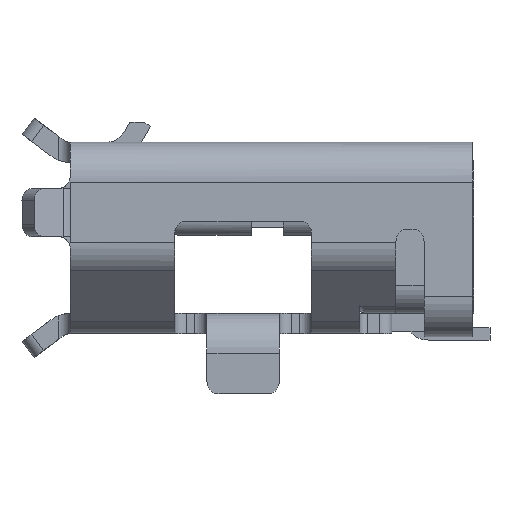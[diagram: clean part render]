
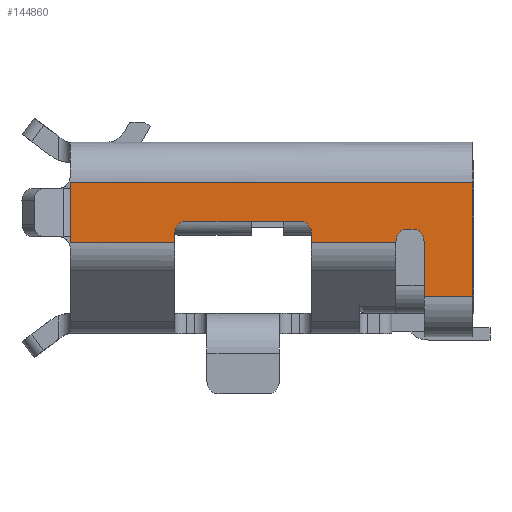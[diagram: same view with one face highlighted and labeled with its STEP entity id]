
A CAD part, left-side view. The second image highlights one B-rep face of the part: STEP entity #144860.
In plain terms, the highlighted planar face has unit normal (-1, 0, 0).
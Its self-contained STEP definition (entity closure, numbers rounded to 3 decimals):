
#140120=CARTESIAN_POINT('',(-3.7,-0.5,
-0.075));
#140130=VERTEX_POINT('',#140120);
#140160=CARTESIAN_POINT('',(-3.7,-0.5,
0.044));
#140170=DIRECTION('',(0.,0.,-1.));
#140180=VECTOR('',#140170,0.119);
#140190=LINE('',#140160,#140180);
#140200=CARTESIAN_POINT('',(-3.7,-0.5,
0.044));
#140210=VERTEX_POINT('',#140200);
#140220=EDGE_CURVE('',#140210,#140130,#140190,.T.);
#140400=CARTESIAN_POINT('',(-3.7,-0.65,
-0.075));
#140410=DIRECTION('',(1.,0.,0.));
#140420=DIRECTION('',(0.,0.,-1.));
#140430=AXIS2_PLACEMENT_3D('',#140400,#140410,#140420);
#140440=CIRCLE('',#140430,0.15);
#140450=CARTESIAN_POINT('',(-3.7,-0.65,-0.225)
);
#140460=VERTEX_POINT('',#140450);
#140470=EDGE_CURVE('',#140460,#140130,#140440,.T.);
#141370=CARTESIAN_POINT('',(-3.7,-3.5,
-0.031));
#141380=VERTEX_POINT('',#141370);
#142200=CARTESIAN_POINT('',(-3.7,-3.5,-0.63));
#142210=DIRECTION('',(0.,0.,-1.));
#142220=VECTOR('',#142210,0.075);
#142230=LINE('',#142200,#142220);
#142240=CARTESIAN_POINT('',(-3.7,-3.5,-0.63));
#142250=VERTEX_POINT('',#142240);
#142260=CARTESIAN_POINT('',(-3.7,-3.5,-0.705))
;
#142270=VERTEX_POINT('',#142260);
#142280=EDGE_CURVE('',#142250,#142270,#142230,.T.);
#142940=CARTESIAN_POINT('',(-3.7,-3.5,-0.705))
;
#142950=DIRECTION('',(0.,1.,0.));
#142960=VECTOR('',#142950,1.);
#142970=LINE('',#142940,#142960);
#143080=CARTESIAN_POINT('',(-3.7,1.5,-0.705));
#143090=VERTEX_POINT('',#143080);
#143120=EDGE_CURVE('',#142270,#143090,#142970,.T.);
#143220=CARTESIAN_POINT('',(-3.7,-3.5,-0.63));
#143230=DIRECTION('',(0.,0.,1.));
#143240=VECTOR('',#143230,0.599);
#143250=LINE('',#143220,#143240);
#143260=EDGE_CURVE('',#142250,#141380,#143250,.T.);
#143710=CARTESIAN_POINT('',(-3.7,-3.5,
0.044));
#143720=DIRECTION('',(1.,-0.,0.));
#143730=DIRECTION('',(0.,0.,-1.));
#143740=AXIS2_PLACEMENT_3D('',#143710,#143720,#143730);
#143750=PLANE('',#143740);
#143760=ORIENTED_EDGE('',*,*,#140470,.T.);
#143770=CARTESIAN_POINT('',(-3.7,-0.65,-0.225)
);
#143780=DIRECTION('',(0.,-1.,0.));
#143790=VECTOR('',#143780,1.4);
#143800=LINE('',#143770,#143790);
#143810=CARTESIAN_POINT('',(-3.7,-2.05,-0.225))
;
#143820=VERTEX_POINT('',#143810);
#143830=EDGE_CURVE('',#140460,#143820,#143800,.T.);
#143840=ORIENTED_EDGE('',*,*,#143830,.F.);
#143850=CARTESIAN_POINT('',(-3.7,-2.05,
-0.075));
#143860=DIRECTION('',(1.,0.,0.));
#143870=DIRECTION('',(0.,-1.,0.));
#143880=AXIS2_PLACEMENT_3D('',#143850,#143860,#143870);
#143890=CIRCLE('',#143880,0.15);
#143900=CARTESIAN_POINT('',(-3.7,-2.2,
-0.075));
#143910=VERTEX_POINT('',#143900);
#143920=EDGE_CURVE('',#143910,#143820,#143890,.T.);
#143930=ORIENTED_EDGE('',*,*,#143920,.T.);
#143940=CARTESIAN_POINT('',(-3.7,-2.2,
0.044));
#143950=DIRECTION('',(0.,0.,-1.));
#143960=VECTOR('',#143950,0.119);
#143970=LINE('',#143940,#143960);
#143980=CARTESIAN_POINT('',(-3.7,-2.2,
0.044));
#143990=VERTEX_POINT('',#143980);
#144000=EDGE_CURVE('',#143990,#143910,#143970,.T.);
#144010=ORIENTED_EDGE('',*,*,#144000,.T.);
#144020=CARTESIAN_POINT('',(-3.7,-3.5,
0.044));
#144030=DIRECTION('',(0.,1.,0.));
#144040=VECTOR('',#144030,1.);
#144050=LINE('',#144020,#144040);
#144060=CARTESIAN_POINT('',(-3.7,-3.5,
0.044));
#144070=VERTEX_POINT('',#144060);
#144080=EDGE_CURVE('',#144070,#143990,#144050,.T.);
#144090=ORIENTED_EDGE('',*,*,#144080,.T.);
#144100=CARTESIAN_POINT('',(-3.7,-3.5,
0.044));
#144110=DIRECTION('',(0.,0.,-1.));
#144120=VECTOR('',#144110,0.075);
#144130=LINE('',#144100,#144120);
#144140=EDGE_CURVE('',#144070,#141380,#144130,.T.);
#144150=ORIENTED_EDGE('',*,*,#144140,.F.);
#144160=ORIENTED_EDGE('',*,*,#143260,.T.);
#144170=ORIENTED_EDGE('',*,*,#142280,.F.);
#144180=ORIENTED_EDGE('',*,*,#143120,.F.);
#144190=CARTESIAN_POINT('',(-3.7,1.5,0.715));
#144200=DIRECTION('',(0.,0.,-1.));
#144210=VECTOR('',#144200,1.42);
#144220=LINE('',#144190,#144210);
#144230=CARTESIAN_POINT('',(-3.7,1.5,0.715));
#144240=VERTEX_POINT('',#144230);
#144250=EDGE_CURVE('',#144240,#143090,#144220,.T.);
#144260=ORIENTED_EDGE('',*,*,#144250,.T.);
#144270=CARTESIAN_POINT('',(-3.7,1.5,0.715));
#144280=DIRECTION('',(0.,-1.,0.));
#144290=VECTOR('',#144280,0.6);
#144300=LINE('',#144270,#144290);
#144310=CARTESIAN_POINT('',(-3.7,0.9,0.715));
#144320=VERTEX_POINT('',#144310);
#144330=EDGE_CURVE('',#144240,#144320,#144300,.T.);
#144340=ORIENTED_EDGE('',*,*,#144330,.F.);
#144350=CARTESIAN_POINT('',(-3.7,0.9,
0.025));
#144360=DIRECTION('',(0.,0.,1.));
#144370=VECTOR('',#144360,0.69);
#144380=LINE('',#144350,#144370);
#144390=CARTESIAN_POINT('',(-3.7,0.9,
0.025));
#144400=VERTEX_POINT('',#144390);
#144410=EDGE_CURVE('',#144400,#144320,#144380,.T.);
#144420=ORIENTED_EDGE('',*,*,#144410,.T.);
#144430=CARTESIAN_POINT('',(-3.7,0.75,
0.025));
#144440=DIRECTION('',(1.,0.,0.));
#144450=DIRECTION('',(0.,0.,-1.));
#144460=AXIS2_PLACEMENT_3D('',#144430,#144440,#144450);
#144470=CIRCLE('',#144460,0.15);
#144480=CARTESIAN_POINT('',(-3.7,0.75,-0.125))
;
#144490=VERTEX_POINT('',#144480);
#144500=EDGE_CURVE('',#144490,#144400,#144470,.T.);
#144510=ORIENTED_EDGE('',*,*,#144500,.T.);
#144520=CARTESIAN_POINT('',(-3.7,0.75,-0.125))
;
#144530=DIRECTION('',(0.,-1.,0.));
#144540=VECTOR('',#144530,0.05);
#144550=LINE('',#144520,#144540);
#144560=CARTESIAN_POINT('',(-3.7,0.7,-0.125))
;
#144570=VERTEX_POINT('',#144560);
#144580=EDGE_CURVE('',#144490,#144570,#144550,.T.);
#144590=ORIENTED_EDGE('',*,*,#144580,.F.);
#144600=CARTESIAN_POINT('',(-3.7,0.7,
0.025));
#144610=DIRECTION('',(1.,0.,0.));
#144620=DIRECTION('',(0.,-1.,0.));
#144630=AXIS2_PLACEMENT_3D('',#144600,#144610,#144620);
#144640=CIRCLE('',#144630,0.15);
#144650=CARTESIAN_POINT('',(-3.7,0.55,
0.025));
#144660=VERTEX_POINT('',#144650);
#144670=EDGE_CURVE('',#144660,#144570,#144640,.T.);
#144680=ORIENTED_EDGE('',*,*,#144670,.T.);
#144690=CARTESIAN_POINT('',(-3.7,0.55,
0.044));
#144700=DIRECTION('',(-0.,0.,-1.));
#144710=VECTOR('',#144700,0.019);
#144720=LINE('',#144690,#144710);
#144730=CARTESIAN_POINT('',(-3.7,0.55,
0.044));
#144740=VERTEX_POINT('',#144730);
#144750=EDGE_CURVE('',#144740,#144660,#144720,.T.);
#144760=ORIENTED_EDGE('',*,*,#144750,.T.);
#144770=CARTESIAN_POINT('',(-3.7,-3.5,
0.044));
#144780=DIRECTION('',(0.,1.,0.));
#144790=VECTOR('',#144780,1.);
#144800=LINE('',#144770,#144790);
#144810=EDGE_CURVE('',#140210,#144740,#144800,.T.);
#144820=ORIENTED_EDGE('',*,*,#144810,.T.);
#144830=ORIENTED_EDGE('',*,*,#140220,.F.);
#144840=EDGE_LOOP('',(#144830,#144820,#144760,#144680,#144590,#144510,
#144420,#144340,#144260,#144180,#144170,#144160,#144150,#144090,#144010,
#143930,#143840,#143760));
#144850=FACE_OUTER_BOUND('',#144840,.T.);
#144860=ADVANCED_FACE('',(#144850),#143750,.F.);
